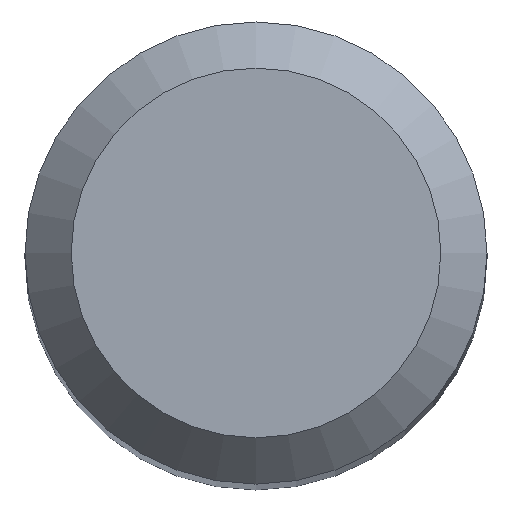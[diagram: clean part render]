
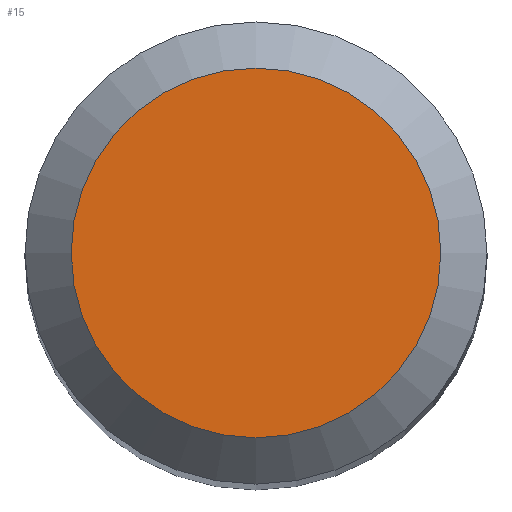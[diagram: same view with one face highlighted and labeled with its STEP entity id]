
A CAD part, top view. The second image highlights one B-rep face of the part: STEP entity #15.
In plain terms, the highlighted planar face has unit normal (0, 0, 1).
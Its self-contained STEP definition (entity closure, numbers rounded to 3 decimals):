
#15 = ADVANCED_FACE ( 'NONE', ( #39 ), #104, .F. ) ;
#39 = FACE_OUTER_BOUND ( 'NONE', #162, .T. ) ;
#41 = EDGE_CURVE ( 'NONE', #244, #244, #122, .T. ) ;
#79 = DIRECTION ( 'NONE',  ( 0., 1., 0. ) ) ;
#83 = CARTESIAN_POINT ( 'NONE',  ( 0., -1.6, 38. ) ) ;
#104 = PLANE ( 'NONE',  #215 ) ;
#122 = CIRCLE ( 'NONE', #262, 1.6 ) ;
#145 = CARTESIAN_POINT ( 'NONE',  ( 0., 0., 38. ) ) ;
#146 = DIRECTION ( 'NONE',  ( 0., 0., -1. ) ) ;
#162 = EDGE_LOOP ( 'NONE', ( #241 ) ) ;
#195 = CARTESIAN_POINT ( 'NONE',  ( 0., 0., 38. ) ) ;
#199 = DIRECTION ( 'NONE',  ( 0., 0., 1. ) ) ;
#215 = AXIS2_PLACEMENT_3D ( 'NONE', #195, #146, #79 ) ;
#241 = ORIENTED_EDGE ( 'NONE', *, *, #41, .T. ) ;
#244 = VERTEX_POINT ( 'NONE', #83 ) ;
#258 = DIRECTION ( 'NONE',  ( 0., -1., 0. ) ) ;
#262 = AXIS2_PLACEMENT_3D ( 'NONE', #145, #199, #258 ) ;
